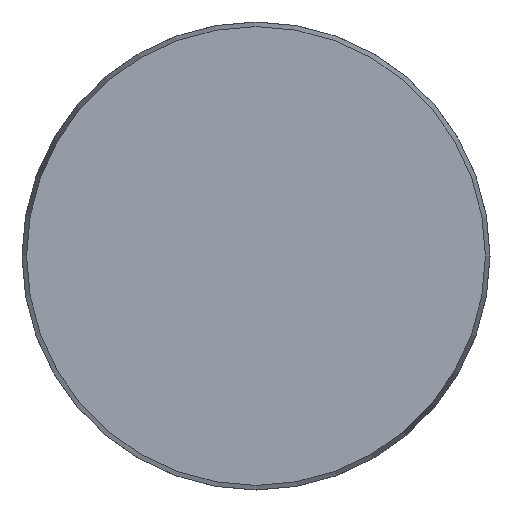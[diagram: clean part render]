
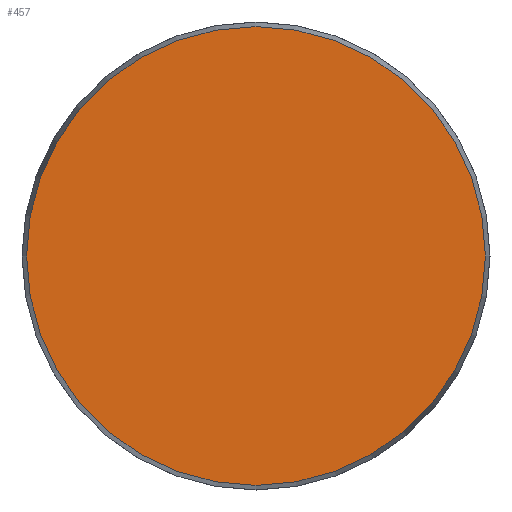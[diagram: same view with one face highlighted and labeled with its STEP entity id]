
A CAD part, front view. The second image highlights one B-rep face of the part: STEP entity #457.
In plain terms, the highlighted planar face has unit normal (0, -1, 0).
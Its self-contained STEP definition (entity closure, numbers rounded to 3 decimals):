
#13 = EDGE_CURVE ( 'NONE', #397, #397, #463, .T. ) ;
#52 = AXIS2_PLACEMENT_3D ( 'NONE', #403, #184, #443 ) ;
#105 = AXIS2_PLACEMENT_3D ( 'NONE', #357, #359, #489 ) ;
#174 = FACE_OUTER_BOUND ( 'NONE', #415, .T. ) ;
#184 = DIRECTION ( 'NONE',  ( 0., -1., 0. ) ) ;
#348 = PLANE ( 'NONE',  #105 ) ;
#357 = CARTESIAN_POINT ( 'NONE',  ( -28.425, 0., 0. ) ) ;
#359 = DIRECTION ( 'NONE',  ( 0., 1., 0. ) ) ;
#397 = VERTEX_POINT ( 'NONE', #480 ) ;
#403 = CARTESIAN_POINT ( 'NONE',  ( 0., 0., 0. ) ) ;
#415 = EDGE_LOOP ( 'NONE', ( #428 ) ) ;
#428 = ORIENTED_EDGE ( 'NONE', *, *, #13, .T. ) ;
#443 = DIRECTION ( 'NONE',  ( 0., 0., -1. ) ) ;
#457 = ADVANCED_FACE ( 'NONE', ( #174 ), #348, .F. ) ;
#463 = CIRCLE ( 'NONE', #52, 28.425 ) ;
#480 = CARTESIAN_POINT ( 'NONE',  ( 0., 0., -28.425 ) ) ;
#489 = DIRECTION ( 'NONE',  ( 0., 0., 1. ) ) ;
